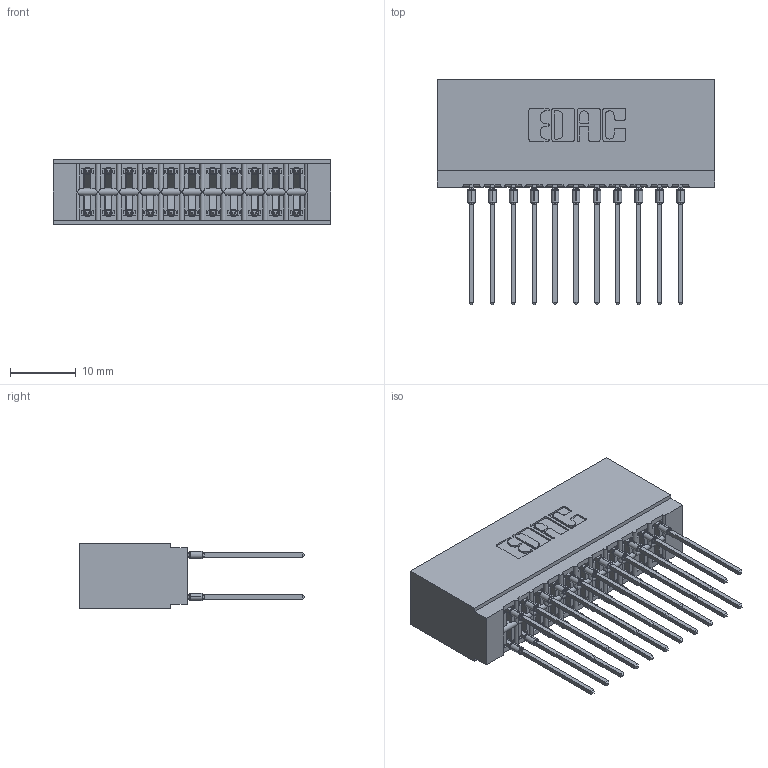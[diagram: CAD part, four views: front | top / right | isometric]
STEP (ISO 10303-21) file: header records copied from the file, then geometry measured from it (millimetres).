
FILE_DESCRIPTION (( 'STEP AP203' ), '1' );
FILE_NAME ('746-022-553-601.STEP', '2026-02-26T22:44:00', ( '' ), ( '' ), 'SwSTEP 2.0', 'SolidWorks 2023', '' );
FILE_SCHEMA (( 'CONFIG_CONTROL_DESIGN' ));
Length unit declared in the file: millimetre
Products named in the file (3): 746-022-553-601; 746 Part_.340 Slot Depth - 01; 746-292-001_553
Assembly tree (23 placements, depth 2):
  746-022-553-601
    746 Part_.340 Slot Depth - 01
    746-292-001_553  x22
Bounding box: 42.16 x 34.2 x 9.91 mm (x, y, z)
Volume: 5123.3 mm3; surface area: 7402.8 mm2
Topology: 23 solids, 23 shells, 2066 faces, 5675 edges, 3618 vertices
Faces by surface type: plane 1067, bspline 440, cylinder 427, torus 132
Entity records: 21347 total; most frequent: CARTESIAN_POINT 4515, ORIENTED_EDGE 3580, DIRECTION 3042, EDGE_CURVE 1790, LINE 1496, VECTOR 1496, VERTEX_POINT 1182, AXIS2_PLACEMENT_3D 773
